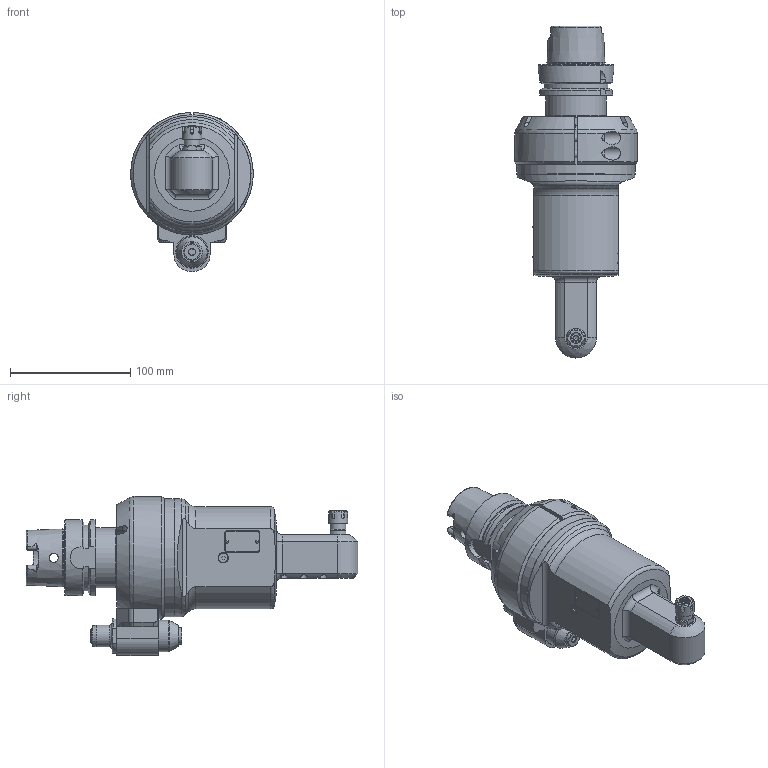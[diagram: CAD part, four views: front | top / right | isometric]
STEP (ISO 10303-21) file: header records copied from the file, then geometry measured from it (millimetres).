
FILE_DESCRIPTION(/* description */ (''),/* implementation_level */ '2;1');
FILE_NAME(/* name */ '9.FS9.06000-1H63-ER11.stp',/* time_stamp */ '2025-02-06T10:22:41-05:00',/* author */ ('jkrenzer'),/* organization */ (''),/* preprocessor_version */ 'ST-DEVELOPER v18.1',/* originating_system */ 'Autodesk Inventor 2022',/* authorisation */ '');
FILE_SCHEMA (('AUTOMOTIVE_DESIGN { 1 0 10303 214 3 1 1 }'));
Length unit declared in the file: millimetre
Products named in the file (3): 9.FS9.06000-1H63-ER11; 9_FS9_06000_E11; 9_GA1_566_2   (EVO, Type 1, H63A, 65mm)
Assembly tree (2 placements, depth 2):
  9.FS9.06000-1H63-ER11
    9_FS9_06000_E11
    9_GA1_566_2   (EVO, Type 1, H63A, 65mm)
Bounding box: 101.99 x 276 x 132.23 mm (x, y, z)
Volume: 1059033 mm3; surface area: 144048.1 mm2
Topology: 5 solids, 5 shells, 624 faces, 1606 edges, 1042 vertices
Faces by surface type: plane 318, cylinder 153, cone 99, torus 44, bspline 6, sphere 4
Full cylindrical faces by diameter (mm): 2.5 x3, 2.6 x2, 3 x2, 4.2 x3, 5 x2, 5.5 x6, 6 x10, 6.5 x1, 7 x1, 7.5 x3, 8 x3, 8.5 x2, 9 x1, 10 x5, 10.4 x2, 10.5 x1, 11 x1, 11.6 x1, 12 x3, 12.25 x1, 12.5 x2, 13 x1, 13.5 x1, 14 x1, 15 x1, 16 x1, 18 x2, 20 x1, 26 x1, 27 x1
Entity records: 49825 total; most frequent: CARTESIAN_POINT 34981, ORIENTED_EDGE 3168, DIRECTION 2992, EDGE_CURVE 1584, AXIS2_PLACEMENT_3D 1131, VERTEX_POINT 1042, LINE 730, VECTOR 730
